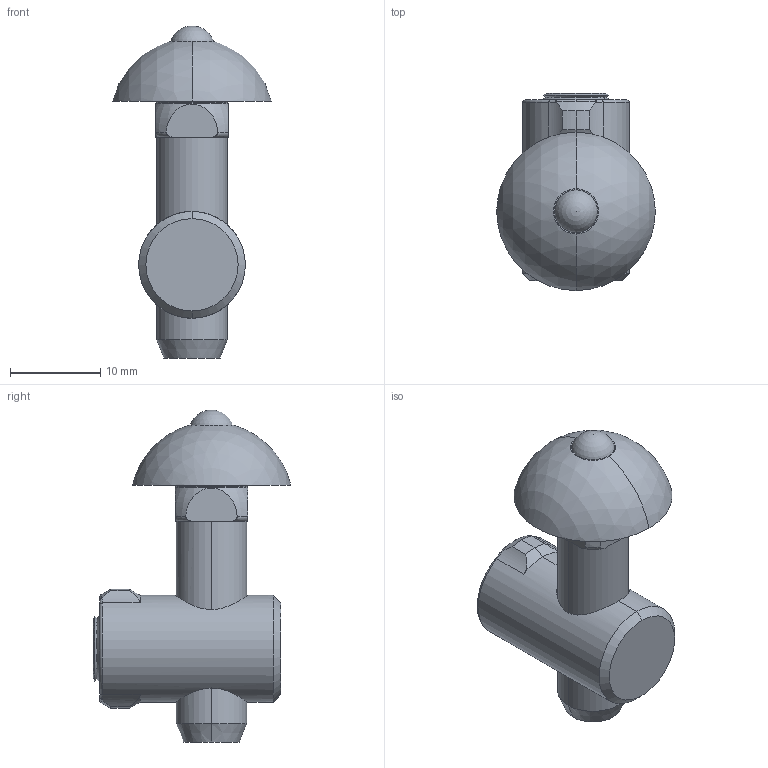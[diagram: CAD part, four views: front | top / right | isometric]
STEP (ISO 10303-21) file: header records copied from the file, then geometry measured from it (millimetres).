
FILE_DESCRIPTION (( 'STEP AP203' ), '1' );
FILE_NAME ('2431.008.000.STEP', '2024-06-20T02:03:20', ( '' ), ( '' ), 'SwSTEP 2.0', 'SolidWorks 2023', '' );
FILE_SCHEMA (( 'CONFIG_CONTROL_DESIGN' ));
Length unit declared in the file: millimetre
Products named in the file (7): 2431.008.000; 2431.008.001; socket set screw cone point_din_DIN 914 - M8 x 10-S; D5弹珠; 2431.008.002; D5弹珠弹簧
Assembly tree (6 placements, depth 3):
  2431.008.000
    2431.008.002
    2431.008.001
      2431.008.001
      D5弹珠弹簧
      D5弹珠
    socket set screw cone point_din_DIN 914 - M8 x 10-S
Bounding box: 17.5 x 21.82 x 36.7 mm (x, y, z)
Volume: 3874.4 mm3; surface area: 3239.6 mm2
Topology: 5 solids, 5 shells, 127 faces, 320 edges, 202 vertices
Faces by surface type: cone 46, cylinder 29, plane 23, torus 19, sphere 8, bspline 2
Entity records: 6123 total; most frequent: CARTESIAN_POINT 2317, DIRECTION 706, ORIENTED_EDGE 626, EDGE_CURVE 313, AXIS2_PLACEMENT_3D 304, VERTEX_POINT 199, CIRCLE 169, EDGE_LOOP 134
